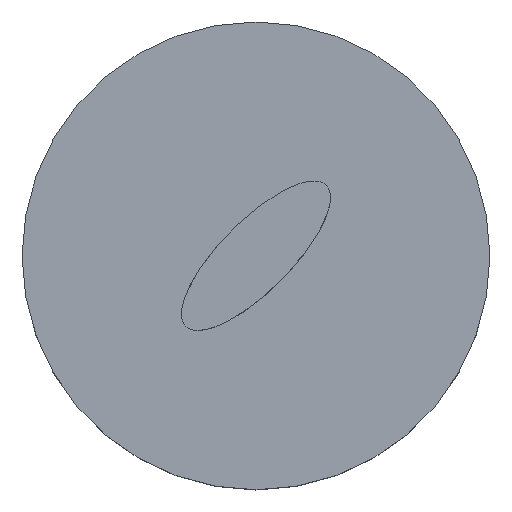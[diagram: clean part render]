
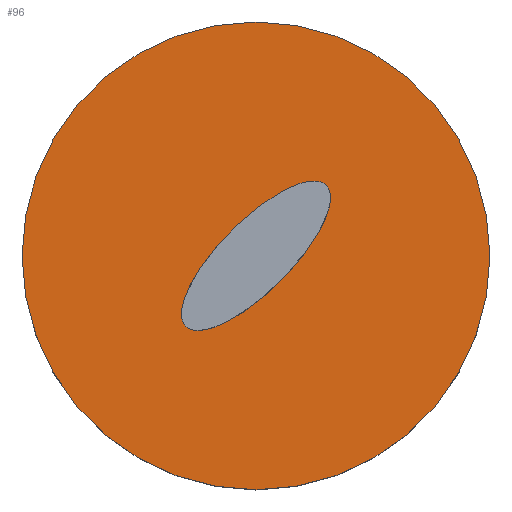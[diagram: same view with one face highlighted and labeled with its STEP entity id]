
A CAD part, top view. The second image highlights one B-rep face of the part: STEP entity #96.
In plain terms, the highlighted planar face has unit normal (0, 0, 1).
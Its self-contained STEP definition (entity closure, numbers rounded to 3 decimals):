
#30=FACE_BOUND('',#47,.T.);
#31=CIRCLE('',#129,20.);
#35=PLANE('',#131);
#40=FACE_OUTER_BOUND('',#46,.T.);
#46=EDGE_LOOP('',(#84));
#47=EDGE_LOOP('',(#85));
#57=ELLIPSE('',#126,8.5,3.);
#61=VERTEX_POINT('',#196);
#62=VERTEX_POINT('',#201);
#68=EDGE_CURVE('',#61,#61,#57,.T.);
#69=EDGE_CURVE('',#62,#62,#31,.T.);
#84=ORIENTED_EDGE('',*,*,#69,.T.);
#85=ORIENTED_EDGE('',*,*,#68,.T.);
#96=ADVANCED_FACE('',(#40,#30),#35,.T.);
#126=AXIS2_PLACEMENT_3D('',#198,#146,#147);
#129=AXIS2_PLACEMENT_3D('',#202,#152,#153);
#131=AXIS2_PLACEMENT_3D('',#206,#157,#158);
#146=DIRECTION('center_axis',(0.,0.,-1.));
#147=DIRECTION('ref_axis',(0.706,0.708,0.));
#152=DIRECTION('center_axis',(0.,0.,1.));
#153=DIRECTION('ref_axis',(1.,0.,0.));
#157=DIRECTION('center_axis',(0.,0.,1.));
#158=DIRECTION('ref_axis',(1.,0.,0.));
#196=CARTESIAN_POINT('',(-6.,-6.021,10.));
#198=CARTESIAN_POINT('Origin',(0.,0.,10.));
#201=CARTESIAN_POINT('',(-20.,0.,10.));
#202=CARTESIAN_POINT('Origin',(0.,0.,10.));
#206=CARTESIAN_POINT('Origin',(0.,0.,10.));
